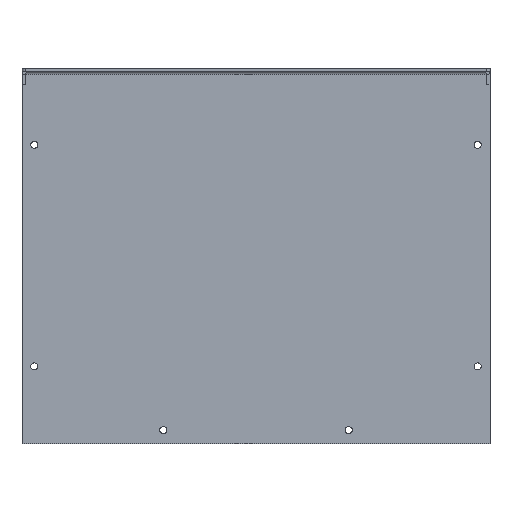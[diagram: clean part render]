
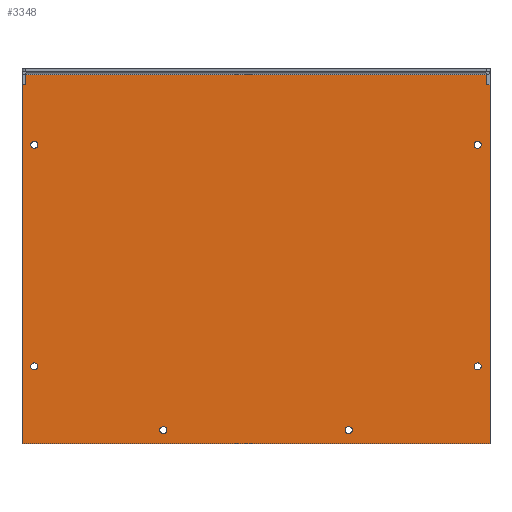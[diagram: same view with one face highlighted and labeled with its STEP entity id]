
A CAD part, front view. The second image highlights one B-rep face of the part: STEP entity #3348.
In plain terms, the highlighted planar face has unit normal (0, -1, 0).
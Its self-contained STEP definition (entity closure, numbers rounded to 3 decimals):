
#75=FACE_BOUND('',#582,.T.);
#76=FACE_BOUND('',#583,.T.);
#77=FACE_BOUND('',#584,.T.);
#78=FACE_BOUND('',#585,.T.);
#79=FACE_BOUND('',#586,.T.);
#80=FACE_BOUND('',#587,.T.);
#182=PLANE('',#3580);
#352=FACE_OUTER_BOUND('',#581,.T.);
#581=EDGE_LOOP('',(#3031,#3032,#3033,#3034));
#582=EDGE_LOOP('',(#3035));
#583=EDGE_LOOP('',(#3036));
#584=EDGE_LOOP('',(#3037));
#585=EDGE_LOOP('',(#3038));
#586=EDGE_LOOP('',(#3039));
#587=EDGE_LOOP('',(#3040));
#637=CIRCLE('',#3447,1.6);
#638=CIRCLE('',#3449,1.6);
#653=CIRCLE('',#3486,1.6);
#654=CIRCLE('',#3488,1.6);
#655=CIRCLE('',#3490,1.6);
#656=CIRCLE('',#3492,1.6);
#1059=LINE('',#10475,#1369);
#1061=LINE('',#10479,#1371);
#1062=LINE('',#10481,#1372);
#1063=LINE('',#10482,#1373);
#1369=VECTOR('',#4282,10.);
#1371=VECTOR('',#4286,10.);
#1372=VECTOR('',#4287,10.);
#1373=VECTOR('',#4288,10.);
#1499=VERTEX_POINT('',#5542);
#1501=VERTEX_POINT('',#5801);
#1533=VERTEX_POINT('',#8474);
#1535=VERTEX_POINT('',#8733);
#1537=VERTEX_POINT('',#8992);
#1539=VERTEX_POINT('',#9251);
#1697=VERTEX_POINT('',#10472);
#1698=VERTEX_POINT('',#10474);
#1699=VERTEX_POINT('',#10478);
#1700=VERTEX_POINT('',#10480);
#1826=EDGE_CURVE('',#1499,#1499,#637,.T.);
#1830=EDGE_CURVE('',#1501,#1501,#638,.T.);
#1907=EDGE_CURVE('',#1533,#1533,#653,.T.);
#1911=EDGE_CURVE('',#1535,#1535,#654,.T.);
#1915=EDGE_CURVE('',#1537,#1537,#655,.T.);
#1919=EDGE_CURVE('',#1539,#1539,#656,.T.);
#2156=EDGE_CURVE('',#1697,#1698,#1059,.T.);
#2158=EDGE_CURVE('',#1699,#1697,#1061,.T.);
#2159=EDGE_CURVE('',#1700,#1699,#1062,.T.);
#2160=EDGE_CURVE('',#1698,#1700,#1063,.T.);
#3031=ORIENTED_EDGE('',*,*,#2158,.F.);
#3032=ORIENTED_EDGE('',*,*,#2159,.F.);
#3033=ORIENTED_EDGE('',*,*,#2160,.F.);
#3034=ORIENTED_EDGE('',*,*,#2156,.F.);
#3035=ORIENTED_EDGE('',*,*,#1830,.T.);
#3036=ORIENTED_EDGE('',*,*,#1826,.T.);
#3037=ORIENTED_EDGE('',*,*,#1907,.T.);
#3038=ORIENTED_EDGE('',*,*,#1919,.T.);
#3039=ORIENTED_EDGE('',*,*,#1911,.T.);
#3040=ORIENTED_EDGE('',*,*,#1915,.T.);
#3348=ADVANCED_FACE('',(#352,#75,#76,#77,#78,#79,#80),#182,.F.);
#3447=AXIS2_PLACEMENT_3D('',#5544,#3774,#3775);
#3449=AXIS2_PLACEMENT_3D('',#5803,#3779,#3780);
#3486=AXIS2_PLACEMENT_3D('',#8476,#3881,#3882);
#3488=AXIS2_PLACEMENT_3D('',#8735,#3886,#3887);
#3490=AXIS2_PLACEMENT_3D('',#8994,#3891,#3892);
#3492=AXIS2_PLACEMENT_3D('',#9253,#3896,#3897);
#3580=AXIS2_PLACEMENT_3D('',#10477,#4284,#4285);
#3774=DIRECTION('center_axis',(0.,1.,0.));
#3775=DIRECTION('ref_axis',(-1.,0.,0.));
#3779=DIRECTION('center_axis',(0.,1.,0.));
#3780=DIRECTION('ref_axis',(-1.,0.,0.));
#3881=DIRECTION('center_axis',(0.,1.,0.));
#3882=DIRECTION('ref_axis',(-1.,0.,0.));
#3886=DIRECTION('center_axis',(0.,1.,0.));
#3887=DIRECTION('ref_axis',(-1.,0.,0.));
#3891=DIRECTION('center_axis',(0.,1.,0.));
#3892=DIRECTION('ref_axis',(-1.,0.,0.));
#3896=DIRECTION('center_axis',(0.,1.,0.));
#3897=DIRECTION('ref_axis',(-1.,0.,0.));
#4282=DIRECTION('',(0.,0.,-1.));
#4284=DIRECTION('center_axis',(0.,1.,0.));
#4285=DIRECTION('ref_axis',(-1.,0.,0.));
#4286=DIRECTION('',(1.,0.,0.));
#4287=DIRECTION('',(0.,0.,1.));
#4288=DIRECTION('',(-1.,0.,0.));
#5542=CARTESIAN_POINT('',(-43.232,41.4,-120.122));
#5544=CARTESIAN_POINT('Origin',(-44.832,41.4,-120.122));
#5801=CARTESIAN_POINT('',(40.454,41.4,-120.122));
#5803=CARTESIAN_POINT('Origin',(38.854,41.4,-120.122));
#8474=CARTESIAN_POINT('',(-101.443,41.4,-91.319));
#8476=CARTESIAN_POINT('Origin',(-103.043,41.4,-91.319));
#8733=CARTESIAN_POINT('',(-101.443,41.4,8.681));
#8735=CARTESIAN_POINT('Origin',(-103.043,41.4,8.681));
#8992=CARTESIAN_POINT('',(98.664,41.4,8.681));
#8994=CARTESIAN_POINT('Origin',(97.064,41.4,8.681));
#9251=CARTESIAN_POINT('',(98.664,41.4,-91.319));
#9253=CARTESIAN_POINT('Origin',(97.064,41.4,-91.319));
#10472=CARTESIAN_POINT('',(102.618,41.4,40.288));
#10474=CARTESIAN_POINT('',(102.618,41.4,-126.319));
#10475=CARTESIAN_POINT('',(102.618,41.4,43.681));
#10477=CARTESIAN_POINT('Origin',(-2.989,41.4,-41.319));
#10478=CARTESIAN_POINT('',(-108.596,41.4,40.288));
#10479=CARTESIAN_POINT('',(-1.495,41.4,40.288));
#10480=CARTESIAN_POINT('',(-108.596,41.4,-126.319));
#10481=CARTESIAN_POINT('',(-108.596,41.4,-126.319));
#10482=CARTESIAN_POINT('',(102.618,41.4,-126.319));
